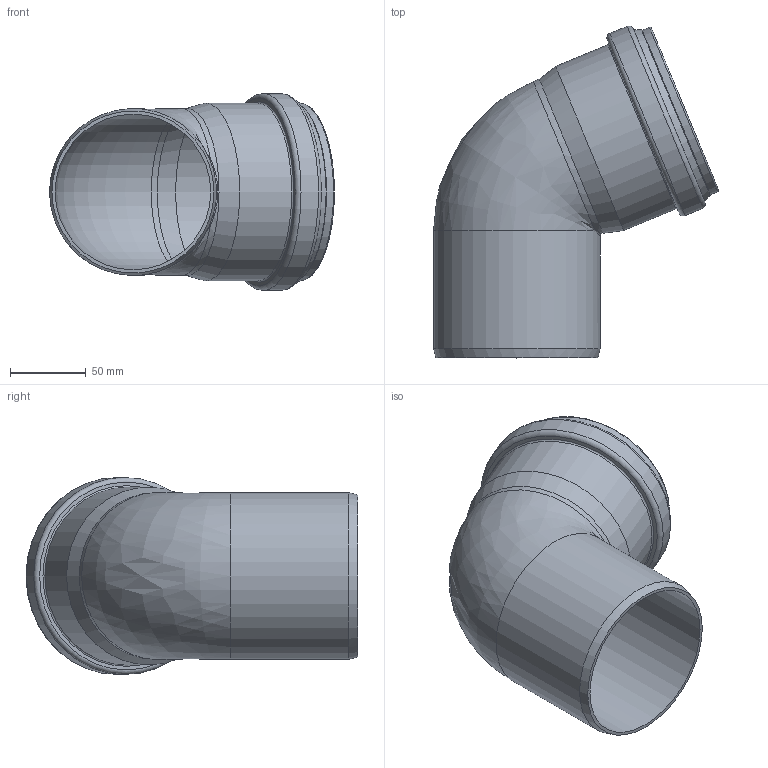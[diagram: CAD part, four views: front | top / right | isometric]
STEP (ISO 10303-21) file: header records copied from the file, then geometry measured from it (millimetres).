
FILE_DESCRIPTION(/* description */ (''),/* implementation_level */ '2;1');
FILE_NAME(/* name */ '771330 KG2000B Bogen DN_OD 110_67°.stp',/* time_stamp */ '2017-01-30T12:16:25+01:00',/* author */ ('user1'),/* organization */ (''),/* preprocessor_version */ 'ST-DEVELOPER v16.1',/* originating_system */ 'Autodesk Inventor 2016',/* authorisation */ '');
FILE_SCHEMA (('AUTOMOTIVE_DESIGN { 1 0 10303 214 3 1 1 }'));
Length unit declared in the file: millimetre
Products named in the file (1): 771330 KG2000B Bogen DN_OD 110_67°
Bounding box: 188 x 219 x 130 mm (x, y, z)
Volume: 292922.3 mm3; surface area: 167012.6 mm2
Topology: 1 solids, 1 shells, 41 faces, 81 edges, 45 vertices
Faces by surface type: torus 15, cylinder 11, cone 8, plane 5, bspline 2
Full cylindrical faces by diameter (mm): 102.7 x2, 110.1 x2, 110.6 x1, 110.9 x2, 117.2 x1, 117.5 x1, 123.4 x1, 130 x1
Entity records: 940 total; most frequent: CARTESIAN_POINT 207, DIRECTION 164, ORIENTED_EDGE 88, AXIS2_PLACEMENT_3D 82, EDGE_LOOP 80, EDGE_CURVE 44, VERTEX_POINT 42, FACE_OUTER_BOUND 41
